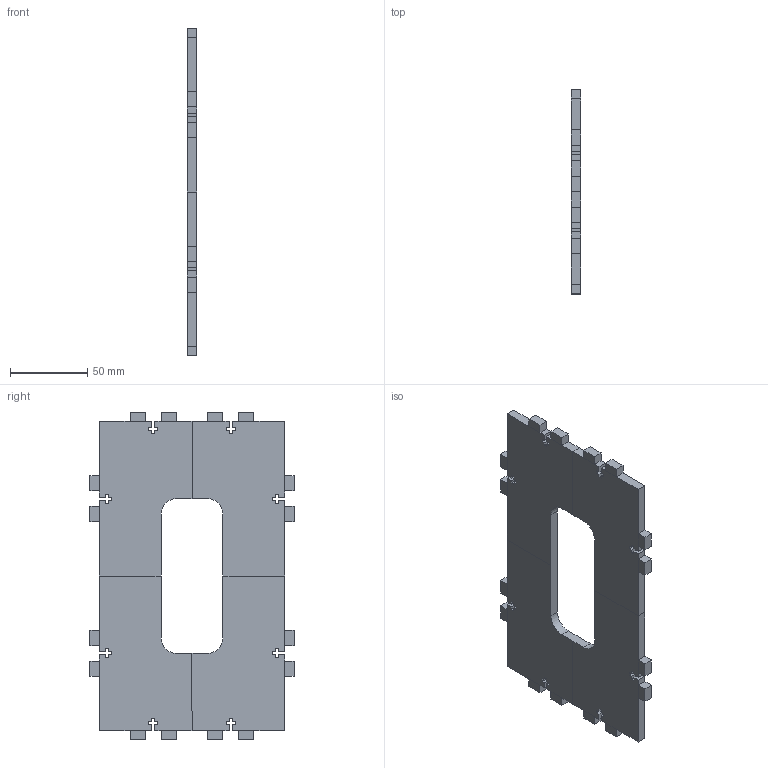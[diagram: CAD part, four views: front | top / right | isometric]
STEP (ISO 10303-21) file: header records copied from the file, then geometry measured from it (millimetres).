
FILE_DESCRIPTION(('FreeCAD Model'),'2;1');
FILE_NAME('plate2.step','2013-12-27T04:08:40', ('FreeCAD'),('FreeCAD'),'Open CASCADE STEP processor 6.5','FreeCAD', 'Unknown');
FILE_SCHEMA(('AUTOMOTIVE_DESIGN_CC2 { 1 2 10303 214 -1 1 5 4 }'));
Length unit declared in the file: millimetre
Products named in the file (1): Fillet
Bounding box: 6 x 132 x 212 mm (x, y, z)
Volume: 125123 mm3; surface area: 49428.7 mm2
Topology: 1 solids, 1 shells, 217 faces, 577 edges, 360 vertices
Faces by surface type: plane 213, cylinder 4
Entity records: 14045 total; most frequent: CARTESIAN_POINT 2333, DIRECTION 2171, LINE 1715, VECTOR 1715, ORIENTED_EDGE 1154, PCURVE 1154, DEFINITIONAL_REPRESENTATION 1154, EDGE_CURVE 577
